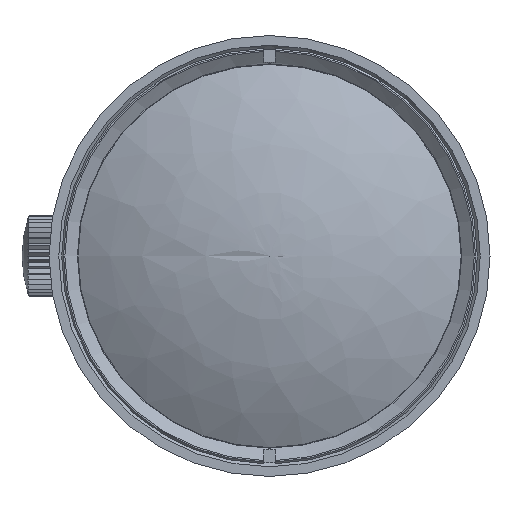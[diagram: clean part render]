
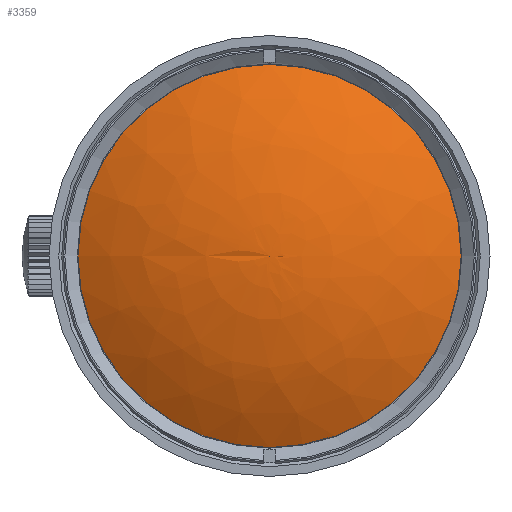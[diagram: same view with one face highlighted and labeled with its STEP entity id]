
A CAD part, left-side view. The second image highlights one B-rep face of the part: STEP entity #3359.
In plain terms, the highlighted face is a revolution surface.
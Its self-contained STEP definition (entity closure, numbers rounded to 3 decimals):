
#119=SURFACE_OF_REVOLUTION('',#1811,#120);
#120=AXIS1_PLACEMENT('',#19054,#14944);
#161=VERTEX_LOOP('',#9040);
#1811=B_SPLINE_CURVE_WITH_KNOTS('',3,(#19049,#19050,#19051,#19052,#19053),
 .UNSPECIFIED.,.F.,.F.,(4,1,4),(0.,0.515,1.),.UNSPECIFIED.);
#3359=ADVANCED_FACE('',(#3770,#3771),#119,.F.);
#3770=FACE_BOUND('',#161,.T.);
#3771=FACE_BOUND('',#4456,.T.);
#4456=EDGE_LOOP('',(#6870));
#6870=ORIENTED_EDGE('',*,*,#9797,.F.);
#8352=VERTEX_POINT('',#15591);
#9040=VERTEX_POINT('',#19048);
#9797=EDGE_CURVE('',#8352,#8352,#11569,.T.);
#11569=CIRCLE('',#12013,16.204);
#12013=AXIS2_PLACEMENT_3D('',#15590,#13067,#13068);
#13067=DIRECTION('',(1.,0.,0.));
#13068=DIRECTION('',(0.,0.,1.));
#14944=DIRECTION('',(-1.,0.,0.));
#15590=CARTESIAN_POINT('',(-54.232,0.,0.));
#15591=CARTESIAN_POINT('',(-54.232,0.,16.204));
#19048=CARTESIAN_POINT('',(-58.502,0.,0.));
#19049=CARTESIAN_POINT('',(-58.502,0.,0.));
#19050=CARTESIAN_POINT('',(-58.502,2.779,0.));
#19051=CARTESIAN_POINT('',(-57.827,8.181,0.));
#19052=CARTESIAN_POINT('',(-55.719,13.582,0.));
#19053=CARTESIAN_POINT('',(-54.232,16.204,0.));
#19054=CARTESIAN_POINT('',(-58.502,0.,0.));
